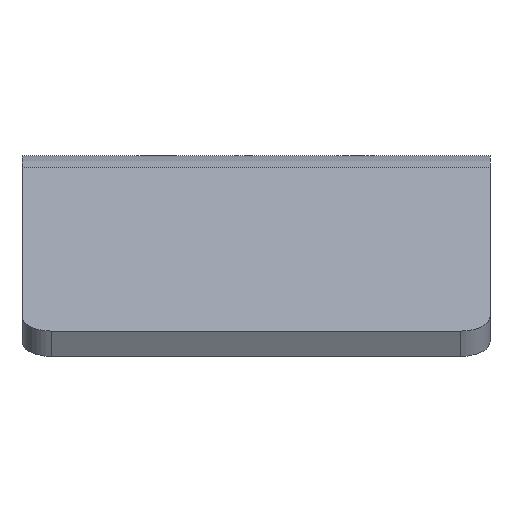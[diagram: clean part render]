
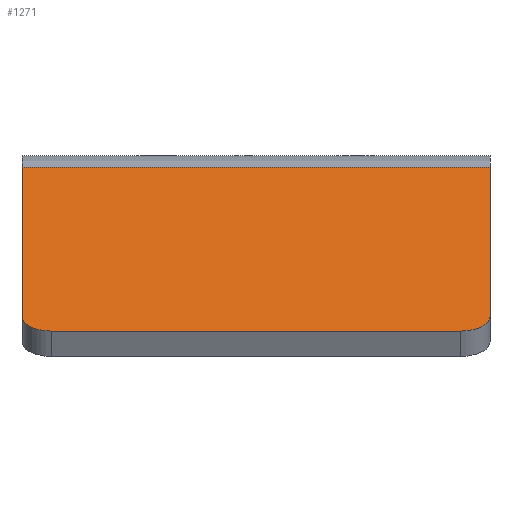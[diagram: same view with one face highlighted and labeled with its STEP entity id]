
A CAD part, front view. The second image highlights one B-rep face of the part: STEP entity #1271.
In plain terms, the highlighted planar face has unit normal (0, -0.5, 0.866).
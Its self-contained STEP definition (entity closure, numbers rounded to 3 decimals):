
#292=DIRECTION('',(0.,0.866,0.5));
#293=VECTOR('',#292,50.981);
#294=CARTESIAN_POINT('',(40.,-295.67,-20.574));
#295=LINE('',#294,#293);
#325=DIRECTION('',(0.,-0.866,-0.5));
#326=VECTOR('',#325,50.981);
#327=CARTESIAN_POINT('',(-40.,-251.519,4.917));
#328=LINE('',#327,#326);
#363=DIRECTION('',(-1.,0.,0.));
#364=VECTOR('',#363,80.);
#365=CARTESIAN_POINT('',(40.,-251.519,4.917));
#366=LINE('',#365,#364);
#371=CARTESIAN_POINT('',(35.,-295.67,-20.574));
#372=DIRECTION('',(0.,0.5,-0.866));
#373=DIRECTION('',(1.,0.,0.));
#374=AXIS2_PLACEMENT_3D('',#371,#372,#373);
#376=DIRECTION('',(-1.,0.,0.));
#377=VECTOR('',#376,70.);
#378=CARTESIAN_POINT('',(35.,-300.,-23.074));
#379=LINE('',#378,#377);
#380=CARTESIAN_POINT('',(-35.,-295.67,-20.574));
#381=DIRECTION('',(0.,0.5,-0.866));
#382=DIRECTION('',(0.,-0.866,-0.5));
#383=AXIS2_PLACEMENT_3D('',#380,#381,#382);
#763=CARTESIAN_POINT('',(35.,-300.,-23.074));
#764=CARTESIAN_POINT('',(-35.,-300.,-23.074));
#765=VERTEX_POINT('',#763);
#766=VERTEX_POINT('',#764);
#767=CARTESIAN_POINT('',(40.,-251.519,4.917));
#768=CARTESIAN_POINT('',(-40.,-251.519,4.917));
#769=VERTEX_POINT('',#767);
#770=VERTEX_POINT('',#768);
#771=CARTESIAN_POINT('',(40.,-295.67,-20.574));
#772=VERTEX_POINT('',#771);
#773=CARTESIAN_POINT('',(-40.,-295.67,-20.574));
#774=VERTEX_POINT('',#773);
#1255=CARTESIAN_POINT('',(40.,-248.038,6.926));
#1256=DIRECTION('',(0.,0.5,-0.866));
#1257=DIRECTION('',(0.,0.866,0.5));
#1258=AXIS2_PLACEMENT_3D('',#1255,#1256,#1257);
#1259=PLANE('',#1258);
#1260=ORIENTED_EDGE('',*,*,#1248,.F.);
#1261=ORIENTED_EDGE('',*,*,#1187,.F.);
#1263=ORIENTED_EDGE('',*,*,#1262,.T.);
#1265=ORIENTED_EDGE('',*,*,#1264,.T.);
#1267=ORIENTED_EDGE('',*,*,#1266,.T.);
#1268=ORIENTED_EDGE('',*,*,#1222,.F.);
#1269=EDGE_LOOP('',(#1260,#1261,#1263,#1265,#1267,#1268));
#1270=FACE_OUTER_BOUND('',#1269,.F.);
#1271=ADVANCED_FACE('',(#1270),#1259,.F.);
#375=CIRCLE('',#374,5.);
#384=CIRCLE('',#383,5.);
#1187=EDGE_CURVE('',#772,#769,#295,.T.);
#1222=EDGE_CURVE('',#770,#774,#328,.T.);
#1248=EDGE_CURVE('',#769,#770,#366,.T.);
#1262=EDGE_CURVE('',#772,#765,#375,.T.);
#1264=EDGE_CURVE('',#765,#766,#379,.T.);
#1266=EDGE_CURVE('',#766,#774,#384,.T.);
